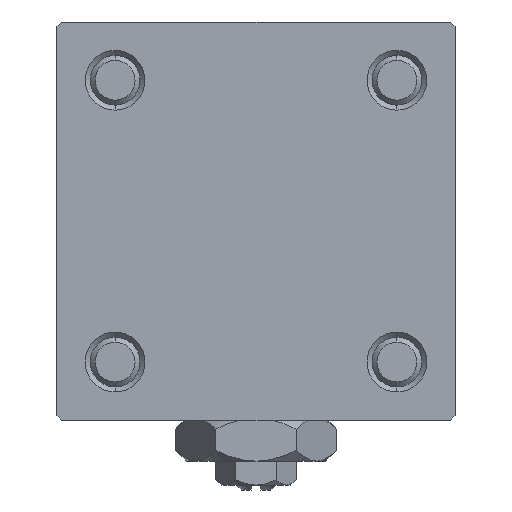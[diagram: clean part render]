
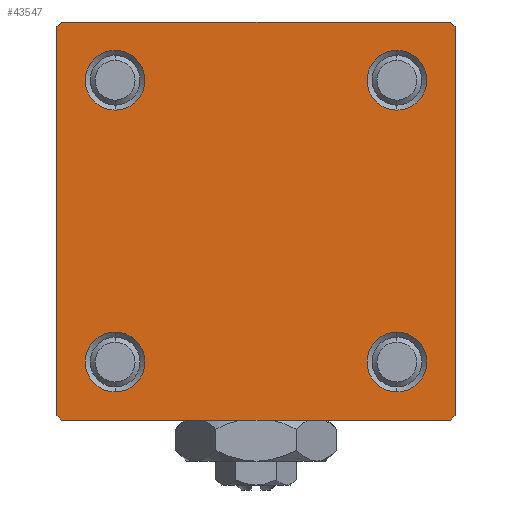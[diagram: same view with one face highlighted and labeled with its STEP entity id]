
A CAD part, left-side view. The second image highlights one B-rep face of the part: STEP entity #43547.
In plain terms, the highlighted planar face has unit normal (-1, 0, 0).
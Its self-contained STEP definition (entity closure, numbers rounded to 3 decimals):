
#1057 = CARTESIAN_POINT ( 'NONE',  ( 0., -19.75, 19.75 ) ) ;
#1197 = CIRCLE ( 'NONE', #36485, 3. ) ;
#1305 = CARTESIAN_POINT ( 'NONE',  ( 0., -19.5, 20. ) ) ;
#1358 = ORIENTED_EDGE ( 'NONE', *, *, #47601, .F. ) ;
#1950 = EDGE_CURVE ( 'NONE', #38479, #2125, #1197, .T. ) ;
#2125 = VERTEX_POINT ( 'NONE', #38471 ) ;
#2298 = EDGE_LOOP ( 'NONE', ( #15311, #17792 ) ) ;
#2460 = DIRECTION ( 'NONE',  ( 0., 0., 1. ) ) ;
#2623 = EDGE_LOOP ( 'NONE', ( #25496, #51238 ) ) ;
#2782 = VECTOR ( 'NONE', #10528, 1000. ) ;
#2837 = DIRECTION ( 'NONE',  ( 0., -1., 0. ) ) ;
#3446 = CIRCLE ( 'NONE', #6794, 3. ) ;
#3921 = CARTESIAN_POINT ( 'NONE',  ( 0., -14.15, 14.15 ) ) ;
#4245 = DIRECTION ( 'NONE',  ( 0., 0., 1. ) ) ;
#5020 = DIRECTION ( 'NONE',  ( 1., 0., 0. ) ) ;
#5273 = EDGE_CURVE ( 'NONE', #25108, #35556, #49456, .T. ) ;
#6421 = CARTESIAN_POINT ( 'NONE',  ( 0., -14.15, 14.15 ) ) ;
#6788 = LINE ( 'NONE', #22815, #51768 ) ;
#6794 = AXIS2_PLACEMENT_3D ( 'NONE', #29638, #45663, #30675 ) ;
#6989 = ORIENTED_EDGE ( 'NONE', *, *, #10669, .F. ) ;
#8010 = CIRCLE ( 'NONE', #48319, 3. ) ;
#8315 = CARTESIAN_POINT ( 'NONE',  ( 0., -20., 20. ) ) ;
#8340 = ORIENTED_EDGE ( 'NONE', *, *, #43968, .T. ) ;
#8971 = AXIS2_PLACEMENT_3D ( 'NONE', #6421, #22443, #2460 ) ;
#9113 = ORIENTED_EDGE ( 'NONE', *, *, #39466, .T. ) ;
#9668 = AXIS2_PLACEMENT_3D ( 'NONE', #10652, #48107, #39974 ) ;
#9732 = CARTESIAN_POINT ( 'NONE',  ( 0., 14.15, -14.15 ) ) ;
#9940 = ORIENTED_EDGE ( 'NONE', *, *, #11983, .T. ) ;
#10528 = DIRECTION ( 'NONE',  ( 0., -0.707, -0.707 ) ) ;
#10652 = CARTESIAN_POINT ( 'NONE',  ( 0., 14.15, -14.15 ) ) ;
#10669 = EDGE_CURVE ( 'NONE', #50055, #35556, #6788, .T. ) ;
#11289 = VERTEX_POINT ( 'NONE', #16892 ) ;
#11768 = VERTEX_POINT ( 'NONE', #12886 ) ;
#11878 = FACE_BOUND ( 'NONE', #16867, .T. ) ;
#11923 = EDGE_CURVE ( 'NONE', #17586, #29305, #38491, .T. ) ;
#11983 = EDGE_CURVE ( 'NONE', #22817, #33250, #31641, .T. ) ;
#12219 = DIRECTION ( 'NONE',  ( 0., 0., 1. ) ) ;
#12886 = CARTESIAN_POINT ( 'NONE',  ( 0., -14.15, -17.15 ) ) ;
#13281 = EDGE_LOOP ( 'NONE', ( #9113, #17278 ) ) ;
#13318 = DIRECTION ( 'NONE',  ( 0., 0., 1. ) ) ;
#15311 = ORIENTED_EDGE ( 'NONE', *, *, #1950, .T. ) ;
#15835 = FACE_BOUND ( 'NONE', #2298, .T. ) ;
#15890 = ORIENTED_EDGE ( 'NONE', *, *, #5273, .T. ) ;
#16160 = DIRECTION ( 'NONE',  ( 1., 0., 0. ) ) ;
#16178 = DIRECTION ( 'NONE',  ( 0., 0.707, -0.707 ) ) ;
#16199 = DIRECTION ( 'NONE',  ( 0., 0., -1. ) ) ;
#16867 = EDGE_LOOP ( 'NONE', ( #29806, #9940 ) ) ;
#16892 = CARTESIAN_POINT ( 'NONE',  ( 0., 14.15, -11.15 ) ) ;
#17278 = ORIENTED_EDGE ( 'NONE', *, *, #48548, .T. ) ;
#17586 = VERTEX_POINT ( 'NONE', #31919 ) ;
#17792 = ORIENTED_EDGE ( 'NONE', *, *, #39083, .T. ) ;
#18722 = ORIENTED_EDGE ( 'NONE', *, *, #40909, .T. ) ;
#19178 = VECTOR ( 'NONE', #35893, 1000. ) ;
#19339 = CARTESIAN_POINT ( 'NONE',  ( 0., -20., -19.5 ) ) ;
#19811 = CARTESIAN_POINT ( 'NONE',  ( 0., -20., 19.5 ) ) ;
#20207 = DIRECTION ( 'NONE',  ( 0., 0., 1. ) ) ;
#20718 = VECTOR ( 'NONE', #25365, 1000. ) ;
#21607 = CARTESIAN_POINT ( 'NONE',  ( 0., 19.75, 19.75 ) ) ;
#22443 = DIRECTION ( 'NONE',  ( 1., 0., 0. ) ) ;
#22815 = CARTESIAN_POINT ( 'NONE',  ( 0., 20., 20. ) ) ;
#22817 = VERTEX_POINT ( 'NONE', #37030 ) ;
#22936 = EDGE_CURVE ( 'NONE', #33250, #22817, #49591, .T. ) ;
#23039 = VECTOR ( 'NONE', #16199, 1000. ) ;
#23199 = CARTESIAN_POINT ( 'NONE',  ( 0., 0., 0. ) ) ;
#23524 = LINE ( 'NONE', #28520, #19178 ) ;
#24687 = EDGE_CURVE ( 'NONE', #11768, #37447, #3446, .T. ) ;
#24989 = DIRECTION ( 'NONE',  ( 0., 0., 1. ) ) ;
#25039 = LINE ( 'NONE', #21607, #34729 ) ;
#25108 = VERTEX_POINT ( 'NONE', #19811 ) ;
#25365 = DIRECTION ( 'NONE',  ( 0., 0., -1. ) ) ;
#25496 = ORIENTED_EDGE ( 'NONE', *, *, #29369, .T. ) ;
#25887 = CARTESIAN_POINT ( 'NONE',  ( 0., 20., 20. ) ) ;
#27651 = EDGE_LOOP ( 'NONE', ( #32587, #50324, #8340, #18722, #1358, #15890, #6989, #45001 ) ) ;
#27656 = PLANE ( 'NONE',  #46052 ) ;
#28520 = CARTESIAN_POINT ( 'NONE',  ( 0., 20., -20. ) ) ;
#28824 = AXIS2_PLACEMENT_3D ( 'NONE', #37069, #37332, #24989 ) ;
#29222 = CARTESIAN_POINT ( 'NONE',  ( 0., -14.15, -11.15 ) ) ;
#29305 = VERTEX_POINT ( 'NONE', #39465 ) ;
#29369 = EDGE_CURVE ( 'NONE', #37447, #11768, #41443, .T. ) ;
#29638 = CARTESIAN_POINT ( 'NONE',  ( 0., -14.15, -14.15 ) ) ;
#29806 = ORIENTED_EDGE ( 'NONE', *, *, #22936, .T. ) ;
#29877 = DIRECTION ( 'NONE',  ( 1., 0., 0. ) ) ;
#30012 = CARTESIAN_POINT ( 'NONE',  ( 0., 19.75, -19.75 ) ) ;
#30675 = DIRECTION ( 'NONE',  ( 0., 0., 1. ) ) ;
#31609 = FACE_OUTER_BOUND ( 'NONE', #27651, .T. ) ;
#31641 = CIRCLE ( 'NONE', #8971, 3. ) ;
#31868 = DIRECTION ( 'NONE',  ( -1., 0., 0. ) ) ;
#31919 = CARTESIAN_POINT ( 'NONE',  ( 0., 20., 19.5 ) ) ;
#32587 = ORIENTED_EDGE ( 'NONE', *, *, #11923, .T. ) ;
#32781 = CARTESIAN_POINT ( 'NONE',  ( 0., 19.5, 20. ) ) ;
#33250 = VERTEX_POINT ( 'NONE', #42535 ) ;
#33278 = LINE ( 'NONE', #8315, #23039 ) ;
#34155 = VERTEX_POINT ( 'NONE', #49485 ) ;
#34215 = LINE ( 'NONE', #30012, #2782 ) ;
#34729 = VECTOR ( 'NONE', #16178, 1000. ) ;
#35549 = FACE_BOUND ( 'NONE', #2623, .T. ) ;
#35556 = VERTEX_POINT ( 'NONE', #1305 ) ;
#35727 = CIRCLE ( 'NONE', #44131, 3. ) ;
#35893 = DIRECTION ( 'NONE',  ( 0., -1., 0. ) ) ;
#36004 = DIRECTION ( 'NONE',  ( 1., 0., 0. ) ) ;
#36485 = AXIS2_PLACEMENT_3D ( 'NONE', #43765, #16160, #12219 ) ;
#37030 = CARTESIAN_POINT ( 'NONE',  ( 0., -14.15, 11.15 ) ) ;
#37069 = CARTESIAN_POINT ( 'NONE',  ( 0., -14.15, -14.15 ) ) ;
#37332 = DIRECTION ( 'NONE',  ( 1., 0., 0. ) ) ;
#37447 = VERTEX_POINT ( 'NONE', #29222 ) ;
#38156 = CARTESIAN_POINT ( 'NONE',  ( 0., 14.15, -17.15 ) ) ;
#38471 = CARTESIAN_POINT ( 'NONE',  ( 0., 14.15, 11.15 ) ) ;
#38479 = VERTEX_POINT ( 'NONE', #47585 ) ;
#38491 = LINE ( 'NONE', #25887, #20718 ) ;
#38655 = AXIS2_PLACEMENT_3D ( 'NONE', #3921, #36004, #20207 ) ;
#39062 = CARTESIAN_POINT ( 'NONE',  ( 0., 19.5, -20. ) ) ;
#39083 = EDGE_CURVE ( 'NONE', #2125, #38479, #35727, .T. ) ;
#39202 = LINE ( 'NONE', #51299, #50927 ) ;
#39465 = CARTESIAN_POINT ( 'NONE',  ( 0., 20., -19.5 ) ) ;
#39466 = EDGE_CURVE ( 'NONE', #11289, #45469, #49178, .T. ) ;
#39807 = VERTEX_POINT ( 'NONE', #39062 ) ;
#39974 = DIRECTION ( 'NONE',  ( 0., 0., 1. ) ) ;
#40909 = EDGE_CURVE ( 'NONE', #34155, #51474, #39202, .T. ) ;
#41196 = CARTESIAN_POINT ( 'NONE',  ( 0., 14.15, 14.15 ) ) ;
#41443 = CIRCLE ( 'NONE', #28824, 3. ) ;
#42535 = CARTESIAN_POINT ( 'NONE',  ( 0., -14.15, 17.15 ) ) ;
#43547 = ADVANCED_FACE ( 'NONE', ( #11878, #35549, #51599, #15835, #31609 ), #27656, .T. ) ;
#43765 = CARTESIAN_POINT ( 'NONE',  ( 0., 14.15, 14.15 ) ) ;
#43968 = EDGE_CURVE ( 'NONE', #39807, #34155, #23524, .T. ) ;
#44131 = AXIS2_PLACEMENT_3D ( 'NONE', #41196, #29877, #13318 ) ;
#44572 = EDGE_CURVE ( 'NONE', #29305, #39807, #34215, .T. ) ;
#45001 = ORIENTED_EDGE ( 'NONE', *, *, #45381, .T. ) ;
#45381 = EDGE_CURVE ( 'NONE', #50055, #17586, #25039, .T. ) ;
#45469 = VERTEX_POINT ( 'NONE', #38156 ) ;
#45663 = DIRECTION ( 'NONE',  ( 1., 0., 0. ) ) ;
#46052 = AXIS2_PLACEMENT_3D ( 'NONE', #23199, #31868, #4245 ) ;
#46254 = DIRECTION ( 'NONE',  ( 0., 0., 1. ) ) ;
#47333 = DIRECTION ( 'NONE',  ( 0., -0.707, 0.707 ) ) ;
#47585 = CARTESIAN_POINT ( 'NONE',  ( 0., 14.15, 17.15 ) ) ;
#47601 = EDGE_CURVE ( 'NONE', #25108, #51474, #33278, .T. ) ;
#48107 = DIRECTION ( 'NONE',  ( 1., 0., 0. ) ) ;
#48319 = AXIS2_PLACEMENT_3D ( 'NONE', #9732, #5020, #46254 ) ;
#48548 = EDGE_CURVE ( 'NONE', #45469, #11289, #8010, .T. ) ;
#49178 = CIRCLE ( 'NONE', #9668, 3. ) ;
#49193 = DIRECTION ( 'NONE',  ( 0., 0.707, 0.707 ) ) ;
#49456 = LINE ( 'NONE', #1057, #49880 ) ;
#49485 = CARTESIAN_POINT ( 'NONE',  ( 0., -19.5, -20. ) ) ;
#49591 = CIRCLE ( 'NONE', #38655, 3. ) ;
#49880 = VECTOR ( 'NONE', #49193, 1000. ) ;
#50055 = VERTEX_POINT ( 'NONE', #32781 ) ;
#50324 = ORIENTED_EDGE ( 'NONE', *, *, #44572, .T. ) ;
#50927 = VECTOR ( 'NONE', #47333, 1000. ) ;
#51238 = ORIENTED_EDGE ( 'NONE', *, *, #24687, .T. ) ;
#51299 = CARTESIAN_POINT ( 'NONE',  ( 0., -19.75, -19.75 ) ) ;
#51474 = VERTEX_POINT ( 'NONE', #19339 ) ;
#51599 = FACE_BOUND ( 'NONE', #13281, .T. ) ;
#51768 = VECTOR ( 'NONE', #2837, 1000. ) ;
